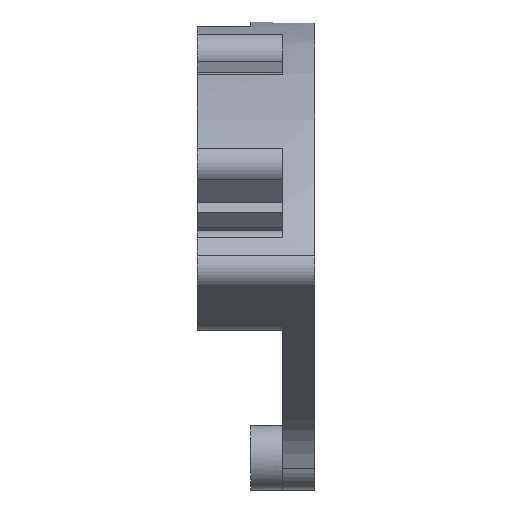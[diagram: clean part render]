
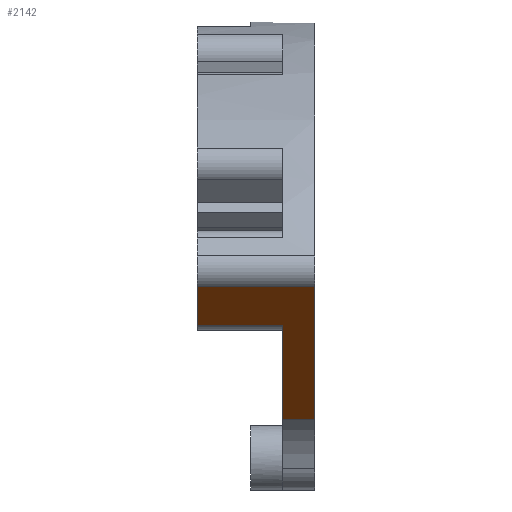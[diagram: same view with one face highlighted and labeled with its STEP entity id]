
A CAD part, left-side view. The second image highlights one B-rep face of the part: STEP entity #2142.
In plain terms, the highlighted planar face has unit normal (-0.609, 0, -0.793).
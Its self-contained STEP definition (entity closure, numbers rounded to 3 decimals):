
#165 = EDGE_CURVE ( 'NONE', #2406, #2148, #1501, .T. ) ;
#448 = CARTESIAN_POINT ( 'NONE',  ( -41.224, 3., 31.632 ) ) ;
#471 = DIRECTION ( 'NONE',  ( 0.609, 0., 0.793 ) ) ;
#1039 = VERTEX_POINT ( 'NONE', #3283 ) ;
#1464 = ORIENTED_EDGE ( 'NONE', *, *, #5993, .T. ) ;
#1501 = LINE ( 'NONE', #4782, #2098 ) ;
#1643 = LINE ( 'NONE', #4276, #4834 ) ;
#1664 = EDGE_CURVE ( 'NONE', #5762, #2148, #2119, .T. ) ;
#1682 = DIRECTION ( 'NONE',  ( 0., 1., 0. ) ) ;
#1934 = ORIENTED_EDGE ( 'NONE', *, *, #3201, .T. ) ;
#1935 = CARTESIAN_POINT ( 'NONE',  ( -29.821, 3., 22.882 ) ) ;
#2098 = VECTOR ( 'NONE', #1682, 1000. ) ;
#2103 = EDGE_CURVE ( 'NONE', #1039, #3348, #3183, .T. ) ;
#2117 = VERTEX_POINT ( 'NONE', #448 ) ;
#2119 = LINE ( 'NONE', #2984, #5888 ) ;
#2142 = ADVANCED_FACE ( 'NONE', ( #6116 ), #2433, .F. ) ;
#2148 = VERTEX_POINT ( 'NONE', #3832 ) ;
#2406 = VERTEX_POINT ( 'NONE', #3189 ) ;
#2433 = PLANE ( 'NONE',  #3801 ) ;
#2466 = DIRECTION ( 'NONE',  ( -0.793, 0., 0.609 ) ) ;
#2786 = LINE ( 'NONE', #5264, #5647 ) ;
#2855 = DIRECTION ( 'NONE',  ( -0.793, 0., 0.609 ) ) ;
#2910 = CARTESIAN_POINT ( 'NONE',  ( -47.601, 3., 36.526 ) ) ;
#2984 = CARTESIAN_POINT ( 'NONE',  ( -47.601, 11., 36.526 ) ) ;
#3183 = LINE ( 'NONE', #1935, #3565 ) ;
#3189 = CARTESIAN_POINT ( 'NONE',  ( -45.987, 0., 35.287 ) ) ;
#3201 = EDGE_CURVE ( 'NONE', #5762, #2117, #1643, .T. ) ;
#3225 = CARTESIAN_POINT ( 'NONE',  ( -41.224, 11., 31.632 ) ) ;
#3283 = CARTESIAN_POINT ( 'NONE',  ( -29.821, 3., 22.882 ) ) ;
#3288 = EDGE_CURVE ( 'NONE', #1039, #2117, #2786, .T. ) ;
#3348 = VERTEX_POINT ( 'NONE', #5244 ) ;
#3410 = DIRECTION ( 'NONE',  ( -0.793, 0., 0.609 ) ) ;
#3456 = CARTESIAN_POINT ( 'NONE',  ( -47.601, 0., 36.526 ) ) ;
#3512 = VECTOR ( 'NONE', #2466, 1000. ) ;
#3565 = VECTOR ( 'NONE', #5815, 1000. ) ;
#3670 = LINE ( 'NONE', #3456, #3512 ) ;
#3801 = AXIS2_PLACEMENT_3D ( 'NONE', #2910, #471, #5302 ) ;
#3832 = CARTESIAN_POINT ( 'NONE',  ( -45.987, 11., 35.287 ) ) ;
#3858 = ORIENTED_EDGE ( 'NONE', *, *, #2103, .T. ) ;
#4276 = CARTESIAN_POINT ( 'NONE',  ( -41.224, 3., 31.632 ) ) ;
#4403 = ORIENTED_EDGE ( 'NONE', *, *, #165, .T. ) ;
#4511 = ORIENTED_EDGE ( 'NONE', *, *, #3288, .F. ) ;
#4545 = ORIENTED_EDGE ( 'NONE', *, *, #1664, .F. ) ;
#4782 = CARTESIAN_POINT ( 'NONE',  ( -45.987, 3., 35.287 ) ) ;
#4834 = VECTOR ( 'NONE', #5227, 1000. ) ;
#5227 = DIRECTION ( 'NONE',  ( 0., -1., 0. ) ) ;
#5244 = CARTESIAN_POINT ( 'NONE',  ( -29.821, 0., 22.882 ) ) ;
#5264 = CARTESIAN_POINT ( 'NONE',  ( -47.601, 3., 36.526 ) ) ;
#5302 = DIRECTION ( 'NONE',  ( 0.793, 0., -0.609 ) ) ;
#5337 = EDGE_LOOP ( 'NONE', ( #4545, #1934, #4511, #3858, #1464, #4403 ) ) ;
#5647 = VECTOR ( 'NONE', #2855, 1000. ) ;
#5762 = VERTEX_POINT ( 'NONE', #3225 ) ;
#5815 = DIRECTION ( 'NONE',  ( 0., -1., 0. ) ) ;
#5888 = VECTOR ( 'NONE', #3410, 1000. ) ;
#5993 = EDGE_CURVE ( 'NONE', #3348, #2406, #3670, .T. ) ;
#6116 = FACE_OUTER_BOUND ( 'NONE', #5337, .T. ) ;
